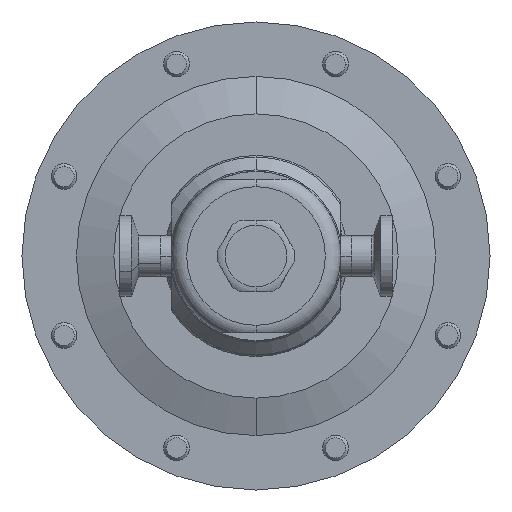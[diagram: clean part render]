
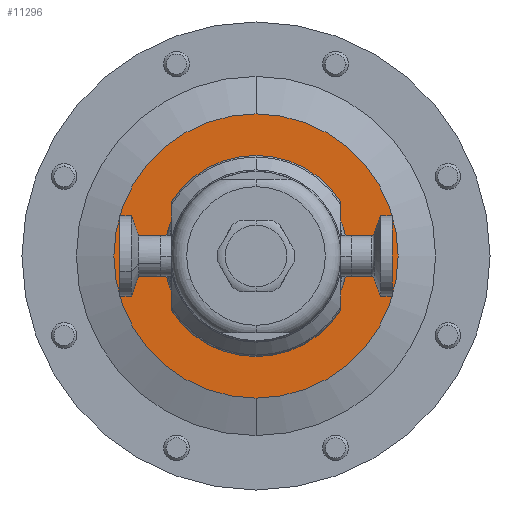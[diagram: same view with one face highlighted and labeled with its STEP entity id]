
A CAD part, front view. The second image highlights one B-rep face of the part: STEP entity #11296.
In plain terms, the highlighted planar face has unit normal (0, -1, 0).
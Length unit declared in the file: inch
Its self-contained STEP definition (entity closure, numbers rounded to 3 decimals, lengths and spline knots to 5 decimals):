
#61 = DIRECTION ( 'NONE',  ( 0., -1., 0. ) ) ;
#407 = CARTESIAN_POINT ( 'NONE',  ( -4.62728, 1.31244, -1.12 ) ) ;
#578 = ORIENTED_EDGE ( 'NONE', *, *, #5761, .T. ) ;
#730 = VERTEX_POINT ( 'NONE', #9590 ) ;
#929 = DIRECTION ( 'NONE',  ( 0., 0., -1. ) ) ;
#1354 = DIRECTION ( 'NONE',  ( 0., 0., 1. ) ) ;
#1362 = AXIS2_PLACEMENT_3D ( 'NONE', #1788, #61, #929 ) ;
#1396 = CARTESIAN_POINT ( 'NONE',  ( -4.62728, 1.31244, 0. ) ) ;
#1430 = CARTESIAN_POINT ( 'NONE',  ( -4.62728, 1.31244, -1.73079 ) ) ;
#1701 = CARTESIAN_POINT ( 'NONE',  ( -4.62728, 1.31244, 0. ) ) ;
#1788 = CARTESIAN_POINT ( 'NONE',  ( -4.62728, 1.31244, 0. ) ) ;
#1896 = CARTESIAN_POINT ( 'NONE',  ( -4.62728, 1.31244, 1.12 ) ) ;
#1909 = EDGE_LOOP ( 'NONE', ( #7310, #578 ) ) ;
#2009 = CIRCLE ( 'NONE', #4865, 1.12 ) ;
#2916 = FACE_BOUND ( 'NONE', #9833, .T. ) ;
#3055 = VERTEX_POINT ( 'NONE', #1896 ) ;
#3715 = VERTEX_POINT ( 'NONE', #407 ) ;
#3769 = DIRECTION ( 'NONE',  ( 0., 1., 0. ) ) ;
#3974 = DIRECTION ( 'NONE',  ( 0., -1., 0. ) ) ;
#4223 = VERTEX_POINT ( 'NONE', #1430 ) ;
#4865 = AXIS2_PLACEMENT_3D ( 'NONE', #1701, #8788, #8001 ) ;
#5166 = DIRECTION ( 'NONE',  ( 0., 0., 1. ) ) ;
#5174 = AXIS2_PLACEMENT_3D ( 'NONE', #6999, #9489, #5166 ) ;
#5761 = EDGE_CURVE ( 'NONE', #4223, #730, #9263, .T. ) ;
#6336 = ORIENTED_EDGE ( 'NONE', *, *, #9919, .F. ) ;
#6999 = CARTESIAN_POINT ( 'NONE',  ( -4.62728, 1.31244, 0. ) ) ;
#7294 = CARTESIAN_POINT ( 'NONE',  ( -4.62728, 1.31244, 0. ) ) ;
#7310 = ORIENTED_EDGE ( 'NONE', *, *, #8412, .T. ) ;
#7841 = EDGE_CURVE ( 'NONE', #3715, #3055, #2009, .T. ) ;
#8001 = DIRECTION ( 'NONE',  ( 0., 0., -1. ) ) ;
#8412 = EDGE_CURVE ( 'NONE', #730, #4223, #9064, .T. ) ;
#8536 = ORIENTED_EDGE ( 'NONE', *, *, #7841, .F. ) ;
#8788 = DIRECTION ( 'NONE',  ( 0., -1., 0. ) ) ;
#9064 = CIRCLE ( 'NONE', #5174, 1.73079 ) ;
#9263 = CIRCLE ( 'NONE', #11441, 1.73079 ) ;
#9489 = DIRECTION ( 'NONE',  ( 0., -1., 0. ) ) ;
#9590 = CARTESIAN_POINT ( 'NONE',  ( -4.62728, 1.31244, 1.73079 ) ) ;
#9729 = FACE_OUTER_BOUND ( 'NONE', #1909, .T. ) ;
#9756 = CIRCLE ( 'NONE', #1362, 1.12 ) ;
#9833 = EDGE_LOOP ( 'NONE', ( #8536, #6336 ) ) ;
#9919 = EDGE_CURVE ( 'NONE', #3055, #3715, #9756, .T. ) ;
#9977 = PLANE ( 'NONE',  #11225 ) ;
#10839 = DIRECTION ( 'NONE',  ( 0., 0., 1. ) ) ;
#11225 = AXIS2_PLACEMENT_3D ( 'NONE', #7294, #3769, #10839 ) ;
#11296 = ADVANCED_FACE ( 'NONE', ( #2916, #9729 ), #9977, .F. ) ;
#11441 = AXIS2_PLACEMENT_3D ( 'NONE', #1396, #3974, #1354 ) ;
